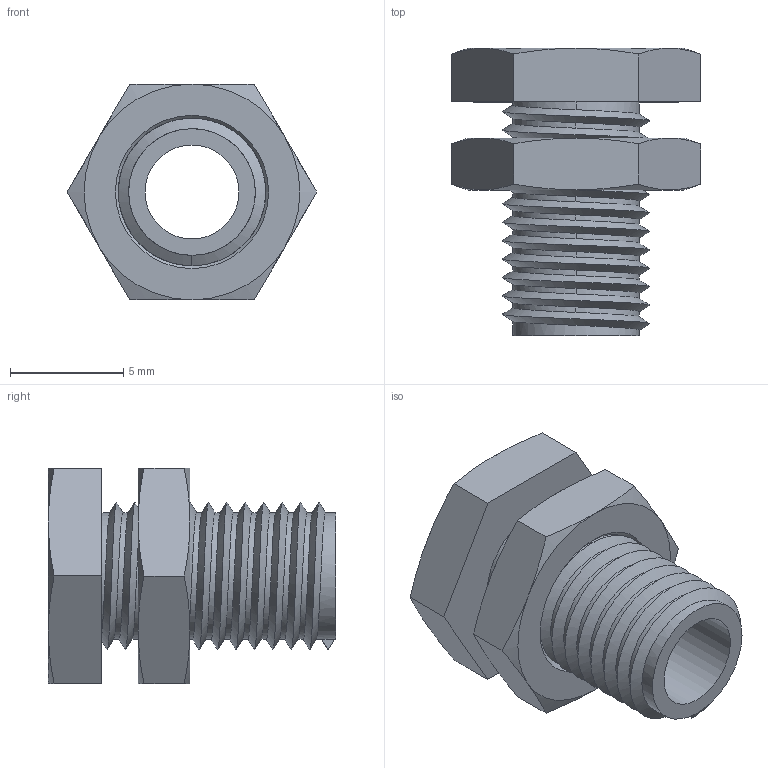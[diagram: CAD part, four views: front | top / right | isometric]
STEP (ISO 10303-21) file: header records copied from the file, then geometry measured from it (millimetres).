
FILE_DESCRIPTION(/* description */ ('STEP AP214'),/* implementation_level */ '2;1');
FILE_NAME(/* name */ 'keystone-6095.stp',/* time_stamp */ '2023-07-29T18:10:56-04:00',/* author */ ('Ishaan'),/* organization */ (''),/* preprocessor_version */ 'ST-DEVELOPER v19.2',/* originating_system */ 'Autodesk Inventor 2024',/* authorisation */ '');
FILE_SCHEMA (('AUTOMOTIVE_DESIGN { 1 0 10303 214 3 1 1 }'));
Length unit declared in the file: millimetre
Products named in the file (3): 6095; 6095-1; 6095-2
Assembly tree (2 placements, depth 2):
  6095
    6095-1
    6095-2
Bounding box: 11 x 12.67 x 9.53 mm (x, y, z)
Volume: 350.7 mm3; surface area: 880.2 mm2
Topology: 2 solids, 2 shells, 63 faces, 151 edges, 93 vertices
Faces by surface type: cone 21, plane 21, cylinder 17, bspline 4
Full cylindrical faces by diameter (mm): 4.14 x1, 5.588 x12, 6.35 x3
Entity records: 3685 total; most frequent: CARTESIAN_POINT 2263, ORIENTED_EDGE 302, DIRECTION 242, EDGE_CURVE 151, AXIS2_PLACEMENT_3D 95, VERTEX_POINT 93, EDGE_LOOP 68, FACE_OUTER_BOUND 63
